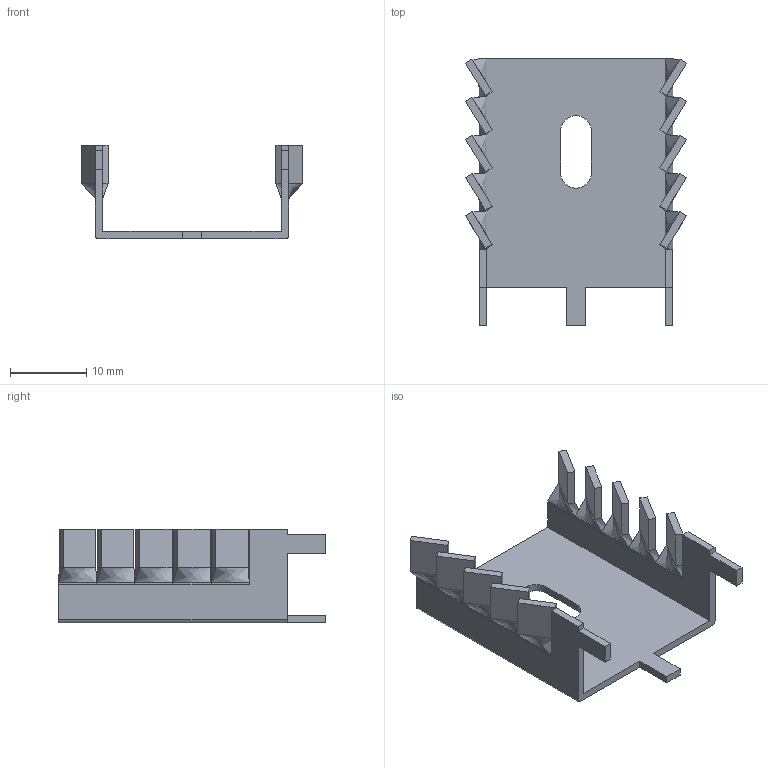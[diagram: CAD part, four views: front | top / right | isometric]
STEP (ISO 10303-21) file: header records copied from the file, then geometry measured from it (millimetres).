
FILE_DESCRIPTION (( 'STEP AP214' ), '1' );
FILE_NAME ('User Library-ML8G.STEP', '2021-01-14T09:03:31', ( '' ), ( '' ), 'SwSTEP 2.0', 'SolidWorks 2020', '' );
FILE_SCHEMA (( 'AUTOMOTIVE_DESIGN' ));
Length unit declared in the file: millimetre
Products named in the file (33): ML8G_14; ML8G; ML8G_20; ML8G_22; Free-Models; ML8G_15; ML8G_19; ML8G_4; ML8G_7; ML8G_6; ML8G_8; ML8G_5; ML8G_28; ML8G_16; ML8G_2; ML8G_21; ML8G_31; ML8G_11; ML8G_13; ML8G_10; ML8G_25; User Library-ML8G; ML8G_17; ML8G_26; ML8G_23; ML8G_12; ML8G_30; ML8G_29; ML8G_18; ML8G_24; ML8G_9; ML8G_3; ML8G_27
Assembly tree (32 placements, depth 3):
  User Library-ML8G
    Free-Models
      ML8G
      ML8G_2
      ML8G_3
      ML8G_4
      ML8G_5
      ML8G_6
      ML8G_7
      ML8G_8
      ML8G_9
      ML8G_10
      ML8G_11
      ML8G_12
      ML8G_13
      ML8G_14
      ML8G_15
      ML8G_16
      ML8G_17
      ML8G_18
      ML8G_19
      ML8G_20
      ML8G_21
      ML8G_22
      ML8G_23
      ML8G_24
      ML8G_25
      ML8G_26
      ML8G_27
      ML8G_28
      ML8G_29
      ML8G_30
      ML8G_31
Bounding box: 29 x 35 x 12.3 mm (x, y, z)
Volume: 1339.4 mm3; surface area: 3441.6 mm2
Topology: 21 solids, 31 shells, 196 faces, 462 edges, 308 vertices
Faces by surface type: plane 150, bspline 40, cylinder 6
Entity records: 8944 total; most frequent: CARTESIAN_POINT 1123, DIRECTION 860, ORIENTED_EDGE 844, EDGE_CURVE 462, VECTOR 450, LINE 450, VERTEX_POINT 308, UNCERTAINTY_MEASURE_WITH_UNIT 281
